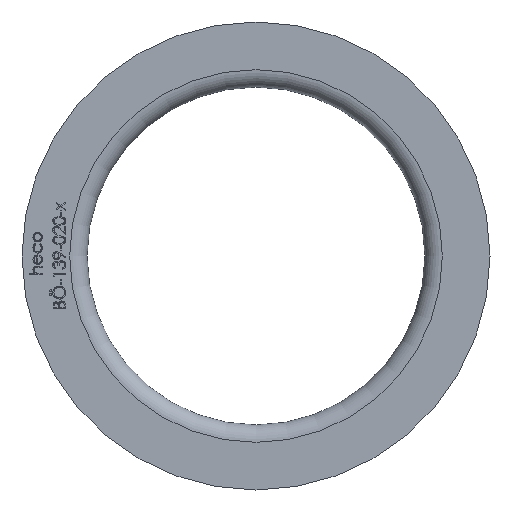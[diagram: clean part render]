
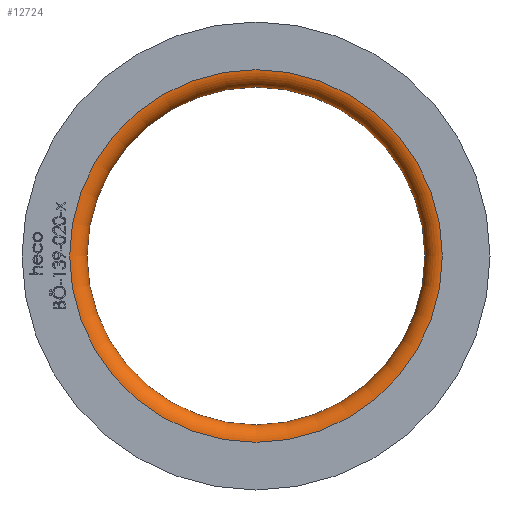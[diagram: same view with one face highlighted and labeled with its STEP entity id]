
A CAD part, left-side view. The second image highlights one B-rep face of the part: STEP entity #12724.
In plain terms, the highlighted toroidal (fillet/blend) face has major radius 74.85 mm and minor radius 7 mm.
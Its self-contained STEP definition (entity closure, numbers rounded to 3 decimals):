
#900 = DIRECTION ( 'NONE',  ( -1., 0., 0. ) ) ;
#903 = CIRCLE ( 'NONE', #4800, 74.85 ) ;
#1376 = DIRECTION ( 'NONE',  ( -1., 0., 0. ) ) ;
#2207 = ORIENTED_EDGE ( 'NONE', *, *, #14939, .T. ) ;
#2251 = DIRECTION ( 'NONE',  ( 0., 0., 1. ) ) ;
#3188 = CARTESIAN_POINT ( 'NONE',  ( 7., 0., 0. ) ) ;
#3657 = EDGE_LOOP ( 'NONE', ( #5500 ) ) ;
#4119 = AXIS2_PLACEMENT_3D ( 'NONE', #10295, #10210, #2251 ) ;
#4800 = AXIS2_PLACEMENT_3D ( 'NONE', #10966, #1376, #8635 ) ;
#5500 = ORIENTED_EDGE ( 'NONE', *, *, #10329, .F. ) ;
#5558 = DIRECTION ( 'NONE',  ( 0., 0., 1. ) ) ;
#8052 = AXIS2_PLACEMENT_3D ( 'NONE', #3188, #900, #5558 ) ;
#8157 = CARTESIAN_POINT ( 'NONE',  ( 0., 0., 74.85 ) ) ;
#8635 = DIRECTION ( 'NONE',  ( 0., 0., 1. ) ) ;
#9144 = FACE_OUTER_BOUND ( 'NONE', #11394, .T. ) ;
#10157 = FACE_OUTER_BOUND ( 'NONE', #3657, .T. ) ;
#10210 = DIRECTION ( 'NONE',  ( -1., 0., 0. ) ) ;
#10295 = CARTESIAN_POINT ( 'NONE',  ( 7., 0., 0. ) ) ;
#10329 = EDGE_CURVE ( 'NONE', #13949, #13949, #13609, .T. ) ;
#10347 = CARTESIAN_POINT ( 'NONE',  ( 7., 0., 67.85 ) ) ;
#10966 = CARTESIAN_POINT ( 'NONE',  ( 0., 0., 0. ) ) ;
#11394 = EDGE_LOOP ( 'NONE', ( #2207 ) ) ;
#11516 = TOROIDAL_SURFACE ( 'NONE', #8052, 74.85, 7. ) ;
#12724 = ADVANCED_FACE ( 'NONE', ( #10157, #9144 ), #11516, .T. ) ;
#13609 = CIRCLE ( 'NONE', #4119, 67.85 ) ;
#13949 = VERTEX_POINT ( 'NONE', #10347 ) ;
#14925 = VERTEX_POINT ( 'NONE', #8157 ) ;
#14939 = EDGE_CURVE ( 'NONE', #14925, #14925, #903, .T. ) ;
